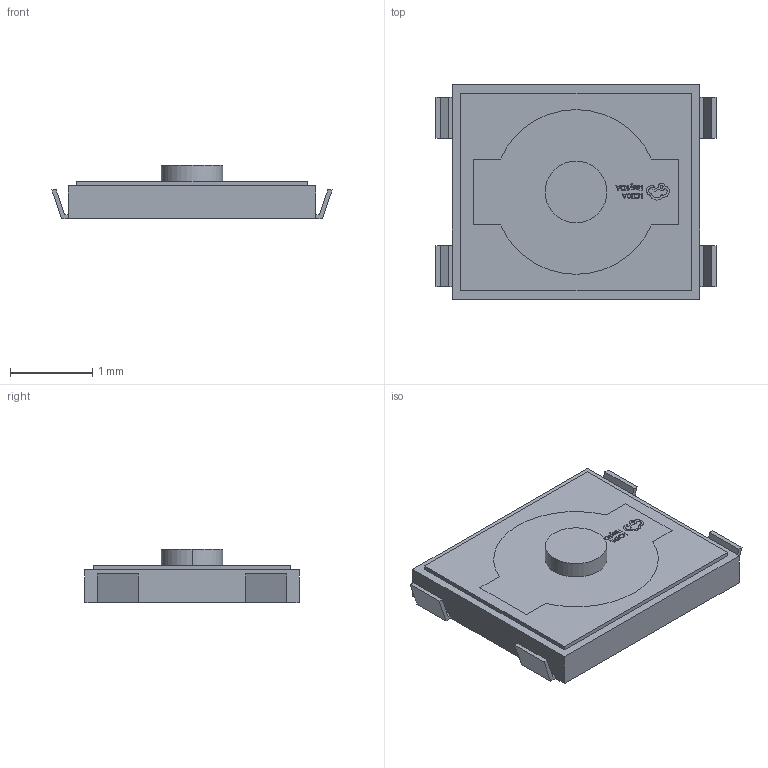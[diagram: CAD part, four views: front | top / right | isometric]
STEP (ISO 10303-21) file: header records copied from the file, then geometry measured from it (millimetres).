
FILE_DESCRIPTION (( 'STEP AP214' ), '1' );
FILE_NAME ('SW-SMD_4P-L3.0-W2.6-P1.80-LS3.5.step', '2022-07-26T14:32:48', ( '' ), ( '' ), 'SwSTEP 2.0', 'SolidWorks 2020', '' );
FILE_SCHEMA (( 'AUTOMOTIVE_DESIGN' ));
Length unit declared in the file: millimetre
Products named in the file (1): SW-SMD_4P-L3.0-W2.6-P1.80-LS3.5
Bounding box: 3.4 x 2.6 x 0.65 mm (x, y, z)
Volume: 3.5 mm3; surface area: 46.1 mm2
Topology: 26 solids, 26 shells, 464 faces, 1185 edges, 790 vertices
Faces by surface type: plane 344, bspline 112, cylinder 8
Entity records: 19359 total; most frequent: CARTESIAN_POINT 4544, ORIENTED_EDGE 2370, DIRECTION 1679, EDGE_CURVE 1185, VECTOR 941, LINE 941, VERTEX_POINT 790, EDGE_LOOP 495
